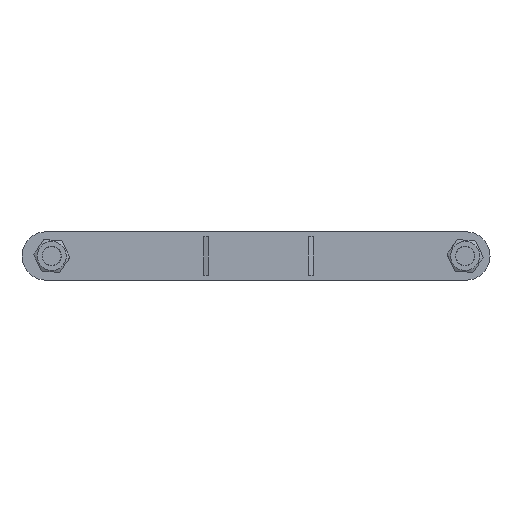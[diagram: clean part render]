
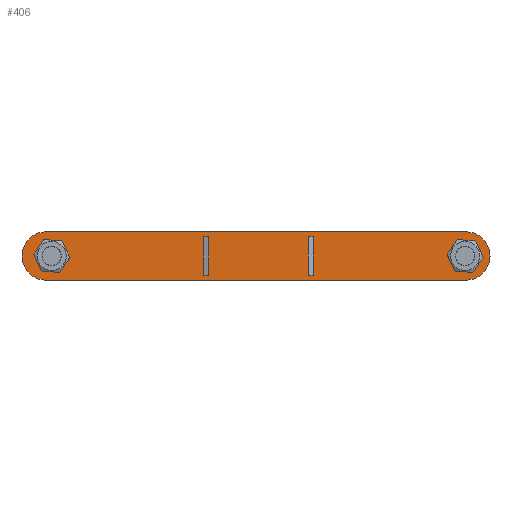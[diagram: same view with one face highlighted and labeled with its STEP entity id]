
A CAD part, front view. The second image highlights one B-rep face of the part: STEP entity #406.
In plain terms, the highlighted planar face has unit normal (0, -1, 0).
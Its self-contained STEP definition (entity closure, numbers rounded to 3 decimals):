
#406 = ADVANCED_FACE( '', ( #535, #536, #537, #538, #539 ), #540, .F. );
#535 = FACE_OUTER_BOUND( '', #1686, .T. );
#536 = FACE_BOUND( '', #1687, .T. );
#537 = FACE_BOUND( '', #1688, .T. );
#538 = FACE_BOUND( '', #1689, .T. );
#539 = FACE_BOUND( '', #1690, .T. );
#540 = PLANE( '', #1691 );
#1686 = EDGE_LOOP( '', ( #2295, #2296, #2297, #2298 ) );
#1687 = EDGE_LOOP( '', ( #2299, #2300, #2301, #2302 ) );
#1688 = EDGE_LOOP( '', ( #2303, #2304, #2305, #2306 ) );
#1689 = EDGE_LOOP( '', ( #2307 ) );
#1690 = EDGE_LOOP( '', ( #2308, #2309, #2310, #2311 ) );
#1691 = AXIS2_PLACEMENT_3D( '', #2312, #2313, #2314 );
#2295 = ORIENTED_EDGE( '', *, *, #2600, .F. );
#2296 = ORIENTED_EDGE( '', *, *, #2567, .F. );
#2297 = ORIENTED_EDGE( '', *, *, #2612, .F. );
#2298 = ORIENTED_EDGE( '', *, *, #2609, .F. );
#2299 = ORIENTED_EDGE( '', *, *, #2603, .F. );
#2300 = ORIENTED_EDGE( '', *, *, #2623, .T. );
#2301 = ORIENTED_EDGE( '', *, *, #2579, .T. );
#2302 = ORIENTED_EDGE( '', *, *, #2586, .F. );
#2303 = ORIENTED_EDGE( '', *, *, #2577, .F. );
#2304 = ORIENTED_EDGE( '', *, *, #2611, .F. );
#2305 = ORIENTED_EDGE( '', *, *, #2587, .T. );
#2306 = ORIENTED_EDGE( '', *, *, #2574, .T. );
#2307 = ORIENTED_EDGE( '', *, *, #2624, .T. );
#2308 = ORIENTED_EDGE( '', *, *, #2604, .F. );
#2309 = ORIENTED_EDGE( '', *, *, #2607, .F. );
#2310 = ORIENTED_EDGE( '', *, *, #2625, .F. );
#2311 = ORIENTED_EDGE( '', *, *, #2626, .F. );
#2312 = CARTESIAN_POINT( '', ( -175., 70.31, 0. ) );
#2313 = DIRECTION( '', ( 0., 1., 0. ) );
#2314 = DIRECTION( '', ( 1., 0., 0. ) );
#2567 = EDGE_CURVE( '', #2757, #2759, #2760, .F. );
#2574 = EDGE_CURVE( '', #2772, #2770, #2773, .F. );
#2577 = EDGE_CURVE( '', #2775, #2770, #2777, .T. );
#2579 = EDGE_CURVE( '', #2781, #2778, #2782, .T. );
#2586 = EDGE_CURVE( '', #2791, #2778, #2793, .F. );
#2587 = EDGE_CURVE( '', #2794, #2772, #2795, .T. );
#2600 = EDGE_CURVE( '', #2759, #2814, #2815, .T. );
#2603 = EDGE_CURVE( '', #2817, #2791, #2819, .T. );
#2604 = EDGE_CURVE( '', #2820, #2821, #2822, .F. );
#2607 = EDGE_CURVE( '', #2825, #2820, #2826, .T. );
#2609 = EDGE_CURVE( '', #2814, #2828, #2829, .F. );
#2611 = EDGE_CURVE( '', #2794, #2775, #2831, .T. );
#2612 = EDGE_CURVE( '', #2828, #2757, #2832, .T. );
#2623 = EDGE_CURVE( '', #2817, #2781, #2849, .T. );
#2624 = EDGE_CURVE( '', #2850, #2850, #2851, .T. );
#2625 = EDGE_CURVE( '', #2852, #2825, #2853, .F. );
#2626 = EDGE_CURVE( '', #2821, #2852, #2854, .T. );
#2757 = VERTEX_POINT( '', #3565 );
#2759 = VERTEX_POINT( '', #3568 );
#2760 = LINE( '', #3569, #3570 );
#2770 = VERTEX_POINT( '', #3585 );
#2772 = VERTEX_POINT( '', #3588 );
#2773 = LINE( '', #3589, #3590 );
#2775 = VERTEX_POINT( '', #3593 );
#2777 = LINE( '', #3596, #3597 );
#2778 = VERTEX_POINT( '', #3598 );
#2781 = VERTEX_POINT( '', #3602 );
#2782 = LINE( '', #3603, #3604 );
#2791 = VERTEX_POINT( '', #3618 );
#2793 = LINE( '', #3621, #3622 );
#2794 = VERTEX_POINT( '', #3623 );
#2795 = LINE( '', #3624, #3625 );
#2814 = VERTEX_POINT( '', #3656 );
#2815 = CIRCLE( '', #3657, 20. );
#2817 = VERTEX_POINT( '', #3660 );
#2819 = LINE( '', #3663, #3664 );
#2820 = VERTEX_POINT( '', #3665 );
#2821 = VERTEX_POINT( '', #3666 );
#2822 = CIRCLE( '', #3667, 8. );
#2825 = VERTEX_POINT( '', #3672 );
#2826 = LINE( '', #3673, #3674 );
#2828 = VERTEX_POINT( '', #3677 );
#2829 = LINE( '', #3678, #3679 );
#2831 = LINE( '', #3682, #3683 );
#2832 = CIRCLE( '', #3684, 20. );
#2849 = LINE( '', #3711, #3712 );
#2850 = VERTEX_POINT( '', #3713 );
#2851 = CIRCLE( '', #3714, 8.9 );
#2852 = VERTEX_POINT( '', #3715 );
#2853 = CIRCLE( '', #3716, 8. );
#2854 = LINE( '', #3717, #3718 );
#3565 = CARTESIAN_POINT( '', ( 171., 70.31, -20. ) );
#3568 = CARTESIAN_POINT( '', ( -175., 70.31, -20. ) );
#3569 = CARTESIAN_POINT( '', ( 171., 70.31, -20. ) );
#3570 = VECTOR( '', #4013, 1000. );
#3585 = CARTESIAN_POINT( '', ( -41.2, 70.31, 16. ) );
#3588 = CARTESIAN_POINT( '', ( -45.2, 70.31, 16. ) );
#3589 = CARTESIAN_POINT( '', ( -175., 70.31, 16. ) );
#3590 = VECTOR( '', #4020, 1000. );
#3593 = CARTESIAN_POINT( '', ( -41.2, 70.31, -16. ) );
#3596 = CARTESIAN_POINT( '', ( -41.2, 70.31, -16. ) );
#3597 = VECTOR( '', #4023, 1000. );
#3598 = CARTESIAN_POINT( '', ( 41.2, 70.31, 16. ) );
#3602 = CARTESIAN_POINT( '', ( 41.2, 70.31, -16. ) );
#3603 = CARTESIAN_POINT( '', ( 41.2, 70.31, 0. ) );
#3604 = VECTOR( '', #4025, 1000. );
#3618 = CARTESIAN_POINT( '', ( 45.2, 70.31, 16. ) );
#3621 = CARTESIAN_POINT( '', ( 41.2, 70.31, 16. ) );
#3622 = VECTOR( '', #4032, 1000. );
#3623 = CARTESIAN_POINT( '', ( -45.2, 70.31, -16. ) );
#3624 = CARTESIAN_POINT( '', ( -45.2, 70.31, 0. ) );
#3625 = VECTOR( '', #4033, 1000. );
#3656 = CARTESIAN_POINT( '', ( -175., 70.31, 20. ) );
#3657 = AXIS2_PLACEMENT_3D( '', #4046, #4047, #4048 );
#3660 = CARTESIAN_POINT( '', ( 45.2, 70.31, -16. ) );
#3663 = CARTESIAN_POINT( '', ( 45.2, 70.31, -16. ) );
#3664 = VECTOR( '', #4051, 1000. );
#3665 = CARTESIAN_POINT( '', ( -174.5, 70.31, 8. ) );
#3666 = CARTESIAN_POINT( '', ( -174.5, 70.31, -8. ) );
#3667 = AXIS2_PLACEMENT_3D( '', #4052, #4053, #4054 );
#3672 = CARTESIAN_POINT( '', ( -166.5, 70.31, 8. ) );
#3673 = CARTESIAN_POINT( '', ( -166.5, 70.31, 8. ) );
#3674 = VECTOR( '', #4057, 1000. );
#3677 = CARTESIAN_POINT( '', ( 171., 70.31, 20. ) );
#3678 = CARTESIAN_POINT( '', ( -175., 70.31, 20. ) );
#3679 = VECTOR( '', #4059, 1000. );
#3682 = CARTESIAN_POINT( '', ( -41.2, 70.31, -16. ) );
#3683 = VECTOR( '', #4061, 1000. );
#3684 = AXIS2_PLACEMENT_3D( '', #4062, #4063, #4064 );
#3711 = CARTESIAN_POINT( '', ( -175., 70.31, -16. ) );
#3712 = VECTOR( '', #4075, 1000. );
#3713 = CARTESIAN_POINT( '', ( 170.5, 70.31, 8.9 ) );
#3714 = AXIS2_PLACEMENT_3D( '', #4076, #4077, #4078 );
#3715 = CARTESIAN_POINT( '', ( -166.5, 70.31, -8. ) );
#3716 = AXIS2_PLACEMENT_3D( '', #4079, #4080, #4081 );
#3717 = CARTESIAN_POINT( '', ( -174.5, 70.31, -8. ) );
#3718 = VECTOR( '', #4082, 1000. );
#4013 = DIRECTION( '', ( 1., 0., 0. ) );
#4020 = DIRECTION( '', ( -1., 0., 0. ) );
#4023 = DIRECTION( '', ( 0., 0., 1. ) );
#4025 = DIRECTION( '', ( 0., 0., 1. ) );
#4032 = DIRECTION( '', ( 1., 0., 0. ) );
#4033 = DIRECTION( '', ( 0., 0., 1. ) );
#4046 = CARTESIAN_POINT( '', ( -175., 70.31, 0. ) );
#4047 = DIRECTION( '', ( 0., 1., 0. ) );
#4048 = DIRECTION( '', ( 0., 0., 1. ) );
#4051 = DIRECTION( '', ( 0., 0., 1. ) );
#4052 = CARTESIAN_POINT( '', ( -174.5, 70.31, 0. ) );
#4053 = DIRECTION( '', ( 0., 1., 0. ) );
#4054 = DIRECTION( '', ( 0., 0., 1. ) );
#4057 = DIRECTION( '', ( -1., 0., 0. ) );
#4059 = DIRECTION( '', ( -1., 0., 0. ) );
#4061 = DIRECTION( '', ( 1., 0., 0. ) );
#4062 = CARTESIAN_POINT( '', ( 171., 70.31, 0. ) );
#4063 = DIRECTION( '', ( 0., 1., 0. ) );
#4064 = DIRECTION( '', ( 0., 0., 1. ) );
#4075 = DIRECTION( '', ( -1., 0., 0. ) );
#4076 = CARTESIAN_POINT( '', ( 170.5, 70.31, 0. ) );
#4077 = DIRECTION( '', ( 0., 1., 0. ) );
#4078 = DIRECTION( '', ( 0., 0., 1. ) );
#4079 = CARTESIAN_POINT( '', ( -166.5, 70.31, 0. ) );
#4080 = DIRECTION( '', ( 0., 1., 0. ) );
#4081 = DIRECTION( '', ( 0., 0., 1. ) );
#4082 = DIRECTION( '', ( 1., 0., 0. ) );
